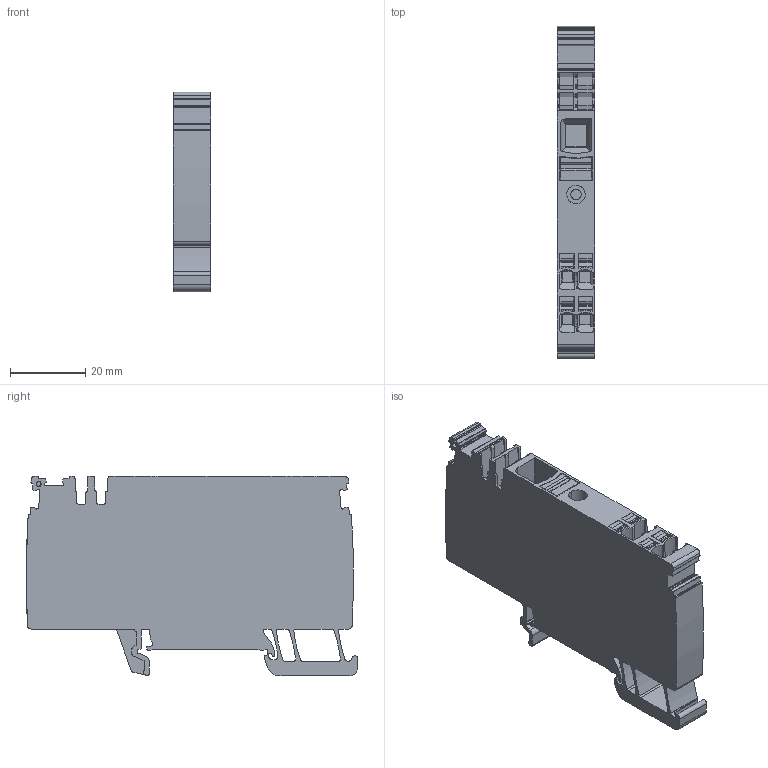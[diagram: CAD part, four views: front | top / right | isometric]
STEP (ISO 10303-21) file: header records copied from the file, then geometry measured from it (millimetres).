
FILE_DESCRIPTION(('CATIA V5 STEP Exchange','CAx-IF Rec.Pracs.--- Model Styling and Organization---1.4--- 2014-01-23'),'2;1');
FILE_NAME ('1177971-8_1', '2020-01-13T09:08:48+00:00', ('none'), ('Weidmueller'), 'CATIA Version 5-6 Release 2016 SP3 HF44', 'CATIA V5 STEP AP214', 'none');
FILE_SCHEMA(('AUTOMOTIVE_DESIGN { 1 0 10303 214 1 1 1 1 }'));
Length unit declared in the file: millimetre
Products named in the file (1): 2712970000
Bounding box: 10 x 88.36 x 53.13 mm (x, y, z)
Volume: 34797.3 mm3; surface area: 15281.4 mm2
Topology: 6 solids, 6 shells, 866 faces, 2581 edges, 1726 vertices
Faces by surface type: plane 422, cylinder 394, extrusion 24, sphere 11, cone 10, torus 5
Entity records: 30082 total; most frequent: CARTESIAN_POINT 7324, ORIENTED_EDGE 5140, DIRECTION 3673, EDGE_CURVE 2570, VERTEX_POINT 1726, VECTOR 1676, LINE 1652, AXIS2_PLACEMENT_3D 1294
